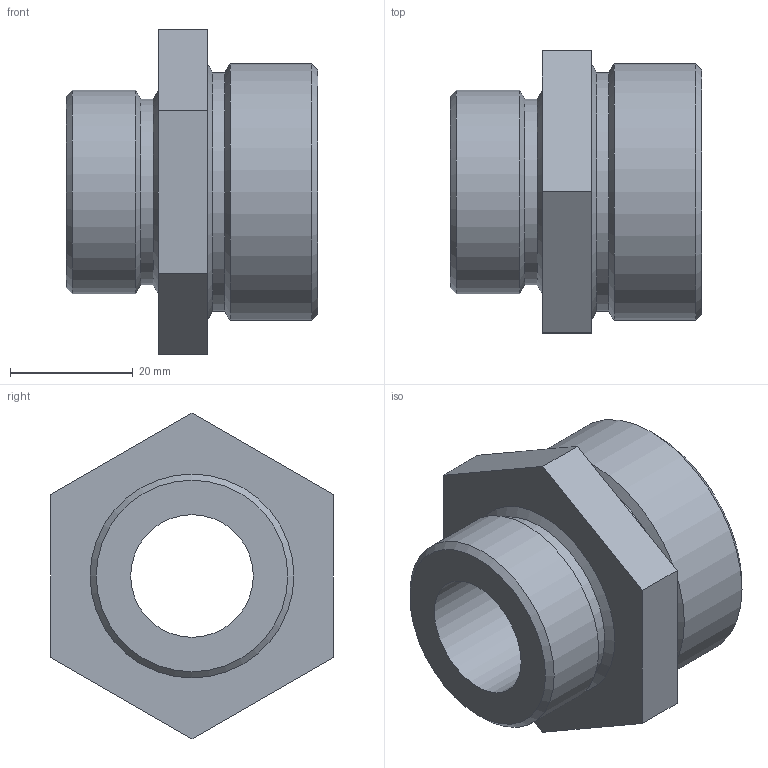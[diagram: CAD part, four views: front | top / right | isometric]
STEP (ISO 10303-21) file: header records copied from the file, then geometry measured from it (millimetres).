
FILE_DESCRIPTION (( 'STEP AP214' ), '1' );
FILE_NAME ('TUR-KN-HT40F.STEP', '2016-08-22T14:09:27', ( '' ), ( '' ), 'SwSTEP 2.0', 'SolidWorks 2016', '' );
FILE_SCHEMA (( 'AUTOMOTIVE_DESIGN' ));
Length unit declared in the file: millimetre
Products named in the file (1): TUR-KN-HT40F
Bounding box: 41 x 46 x 53.12 mm (x, y, z)
Volume: 35616.3 mm3; surface area: 11222.9 mm2
Topology: 1 solids, 1 shells, 23 faces, 55 edges, 36 vertices
Faces by surface type: plane 10, cone 7, cylinder 6
Full cylindrical faces by diameter (mm): 20 x1, 24.12 x1, 30.29 x1, 33.25 x1, 38.95 x1, 41.91 x1
Entity records: 570 total; most frequent: DIRECTION 98, CARTESIAN_POINT 86, ORIENTED_EDGE 68, AXIS2_PLACEMENT_3D 40, EDGE_LOOP 40, EDGE_CURVE 34, FACE_OUTER_BOUND 29, VERTEX_POINT 28
